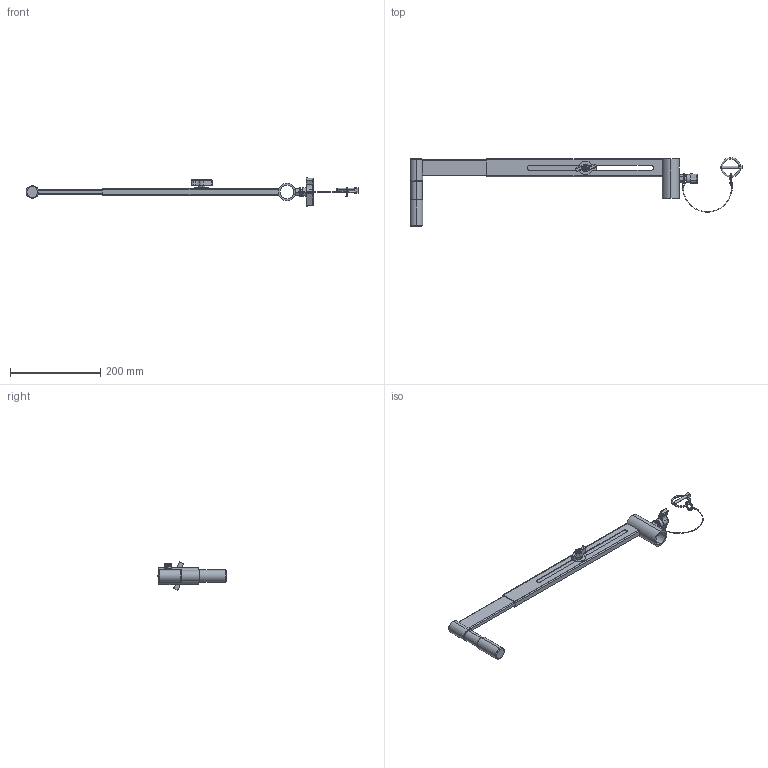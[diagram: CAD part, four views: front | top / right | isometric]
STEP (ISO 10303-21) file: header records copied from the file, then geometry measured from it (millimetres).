
FILE_DESCRIPTION (( 'STEP AP203' ), '1' );
FILE_NAME ('G1305.STEP', '2025-10-21T10:01:32', ( '' ), ( '' ), 'SwSTEP 2.0', 'SolidWorks 2022', '' );
FILE_SCHEMA (( 'CONFIG_CONTROL_DESIGN' ));
Length unit declared in the file: millimetre
Products named in the file (15): T28380; TH2949; TH2945; Doughty Knob_S0153; TH1776; PENNY WASHER_M8 x 30; S1426; TH5129; T21000; S2605_Default2; hex nut style 1 gradeab_doughty fastners - self colour_BS EN 24032 - M10 - D - N; G1305; Doughty Knob_S0116; TH2947; TH2950
Assembly tree (15 placements, depth 3):
  G1305
    TH2949
      TH2945
      TH1776
    TH2950
      TH5129
      TH2947
      hex nut style 1 gradeab_doughty fastners - self colour_BS EN 24032 - M10 - D - N
    Doughty Knob_S0116
    Doughty Knob_S0153
    T28380
      S2605_Default2
      T21000
      S1426  x2
    PENNY WASHER_M8 x 30
Bounding box: 737.14 x 152.7 x 62.24 mm (x, y, z)
Volume: 354638.6 mm3; surface area: 152858.3 mm2
Topology: 12 solids, 12 shells, 407 faces, 982 edges, 630 vertices
Faces by surface type: plane 187, cylinder 132, cone 50, torus 34, bspline 4
Entity records: 14275 total; most frequent: CARTESIAN_POINT 2896, DIRECTION 2158, ORIENTED_EDGE 1952, EDGE_CURVE 976, AXIS2_PLACEMENT_3D 802, VERTEX_POINT 626, VECTOR 554, LINE 554
